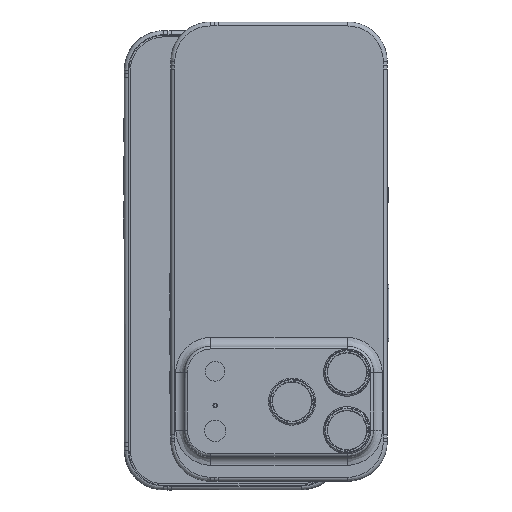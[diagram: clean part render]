
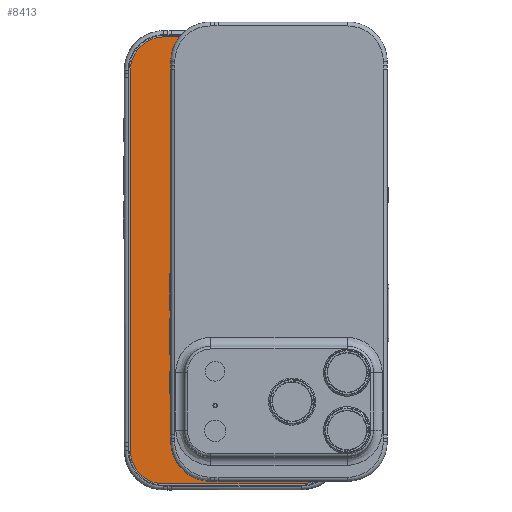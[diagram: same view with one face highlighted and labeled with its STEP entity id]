
A CAD part, front view. The second image highlights one B-rep face of the part: STEP entity #8413.
In plain terms, the highlighted free-form (B-spline) face has degree [1, 1] with [2, 2] control points.
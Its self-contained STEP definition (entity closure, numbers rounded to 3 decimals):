
#4801 = VERTEX_POINT('',#4802);
#4802 = CARTESIAN_POINT('',(-43.959,-0.056,
    81.992));
#4808 = EDGE_CURVE('',#4801,#4809,#4811,.T.);
#4809 = VERTEX_POINT('',#4810);
#4810 = CARTESIAN_POINT('',(-29.668,-0.056,
    96.283));
#4811 = ( BOUNDED_CURVE() B_SPLINE_CURVE(2,(#4812,#4813,#4814),
.UNSPECIFIED.,.F.,.F.) B_SPLINE_CURVE_WITH_KNOTS((3,3),(5.498,
7.069),.PIECEWISE_BEZIER_KNOTS.) CURVE() 
GEOMETRIC_REPRESENTATION_ITEM() RATIONAL_B_SPLINE_CURVE((1.,
0.707,1.)) REPRESENTATION_ITEM('') );
#4812 = CARTESIAN_POINT('',(-43.959,-0.056,
    81.992));
#4813 = CARTESIAN_POINT('',(-43.959,-0.056,
    96.283));
#4814 = CARTESIAN_POINT('',(-29.668,-0.056,
    96.283));
#5062 = EDGE_CURVE('',#4809,#5063,#5065,.T.);
#5063 = VERTEX_POINT('',#5064);
#5064 = CARTESIAN_POINT('',(29.668,-0.056,
    96.283));
#5065 = B_SPLINE_CURVE_WITH_KNOTS('',1,(#5066,#5067),.UNSPECIFIED.,.F.,
  .F.,(2,2),(-52.562,0.),
  .PIECEWISE_BEZIER_KNOTS.);
#5066 = CARTESIAN_POINT('',(-29.668,-0.056,
    96.283));
#5067 = CARTESIAN_POINT('',(29.668,-0.056,
    96.283));
#5088 = EDGE_CURVE('',#5063,#5089,#5091,.T.);
#5089 = VERTEX_POINT('',#5090);
#5090 = CARTESIAN_POINT('',(43.959,-0.056,
    81.992));
#5091 = ( BOUNDED_CURVE() B_SPLINE_CURVE(2,(#5092,#5093,#5094),
.UNSPECIFIED.,.F.,.F.) B_SPLINE_CURVE_WITH_KNOTS((3,3),(5.498,
7.069),.PIECEWISE_BEZIER_KNOTS.) CURVE() 
GEOMETRIC_REPRESENTATION_ITEM() RATIONAL_B_SPLINE_CURVE((1.,
0.707,1.)) REPRESENTATION_ITEM('') );
#5092 = CARTESIAN_POINT('',(29.668,-0.056,
    96.283));
#5093 = CARTESIAN_POINT('',(43.959,-0.056,
    96.283));
#5094 = CARTESIAN_POINT('',(43.959,-0.056,
    81.992));
#5283 = VERTEX_POINT('',#5284);
#5284 = CARTESIAN_POINT('',(8.097,-0.056,
    94.886));
#5290 = EDGE_CURVE('',#5283,#5291,#5293,.T.);
#5291 = VERTEX_POINT('',#5292);
#5292 = CARTESIAN_POINT('',(-9.967,-0.056,
    94.886));
#5293 = B_SPLINE_CURVE_WITH_KNOTS('',1,(#5294,#5295),.UNSPECIFIED.,.F.,
  .F.,(2,2),(-16.002,0.),.PIECEWISE_BEZIER_KNOTS.);
#5294 = CARTESIAN_POINT('',(8.097,-0.056,
    94.886));
#5295 = CARTESIAN_POINT('',(-9.967,-0.056,
    94.886));
#5315 = EDGE_CURVE('',#5291,#5316,#5318,.T.);
#5316 = VERTEX_POINT('',#5317);
#5317 = CARTESIAN_POINT('',(-9.967,-0.056,
    87.358));
#5318 = ( BOUNDED_CURVE() B_SPLINE_CURVE(2,(#5319,#5320,#5321,#5322,
#5323),.UNSPECIFIED.,.F.,.F.) B_SPLINE_CURVE_WITH_KNOTS((3,2,3),(
    4.712,6.283,7.854),
.PIECEWISE_BEZIER_KNOTS.) CURVE() GEOMETRIC_REPRESENTATION_ITEM() 
RATIONAL_B_SPLINE_CURVE((1.,0.707,1.,0.707,1.)) 
REPRESENTATION_ITEM('') );
#5319 = CARTESIAN_POINT('',(-9.967,-0.056,
    94.886));
#5320 = CARTESIAN_POINT('',(-13.731,-0.056,
    94.886));
#5321 = CARTESIAN_POINT('',(-13.731,-0.056,
    91.122));
#5322 = CARTESIAN_POINT('',(-13.731,-0.056,
    87.358));
#5323 = CARTESIAN_POINT('',(-9.967,-0.056,
    87.358));
#5352 = EDGE_CURVE('',#5316,#5353,#5355,.T.);
#5353 = VERTEX_POINT('',#5354);
#5354 = CARTESIAN_POINT('',(8.097,-0.056,
    87.358));
#5355 = B_SPLINE_CURVE_WITH_KNOTS('',1,(#5356,#5357),.UNSPECIFIED.,.F.,
  .F.,(2,2),(-16.002,0.),.PIECEWISE_BEZIER_KNOTS.);
#5356 = CARTESIAN_POINT('',(-9.967,-0.056,
    87.358));
#5357 = CARTESIAN_POINT('',(8.097,-0.056,
    87.358));
#5379 = EDGE_CURVE('',#5353,#5283,#5380,.T.);
#5380 = ( BOUNDED_CURVE() B_SPLINE_CURVE(2,(#5381,#5382,#5383,#5384,
#5385),.UNSPECIFIED.,.F.,.F.) B_SPLINE_CURVE_WITH_KNOTS((3,2,3),(
    4.712,6.283,7.854),
.PIECEWISE_BEZIER_KNOTS.) CURVE() GEOMETRIC_REPRESENTATION_ITEM() 
RATIONAL_B_SPLINE_CURVE((1.,0.707,1.,0.707,1.)) 
REPRESENTATION_ITEM('') );
#5381 = CARTESIAN_POINT('',(8.097,-0.056,
    87.358));
#5382 = CARTESIAN_POINT('',(11.861,-0.056,
    87.358));
#5383 = CARTESIAN_POINT('',(11.861,-0.056,
    91.122));
#5384 = CARTESIAN_POINT('',(11.861,-0.056,
    94.886));
#5385 = CARTESIAN_POINT('',(8.097,-0.056,
    94.886));
#7854 = VERTEX_POINT('',#7855);
#7855 = CARTESIAN_POINT('',(29.668,-0.056,
    -96.283));
#7872 = VERTEX_POINT('',#7873);
#7873 = CARTESIAN_POINT('',(43.959,-0.056,
    -81.992));
#7879 = EDGE_CURVE('',#7872,#7854,#7880,.T.);
#7880 = ( BOUNDED_CURVE() B_SPLINE_CURVE(2,(#7881,#7882,#7883),
.UNSPECIFIED.,.F.,.F.) B_SPLINE_CURVE_WITH_KNOTS((3,3),(5.498,
7.069),.PIECEWISE_BEZIER_KNOTS.) CURVE() 
GEOMETRIC_REPRESENTATION_ITEM() RATIONAL_B_SPLINE_CURVE((1.,
0.707,1.)) REPRESENTATION_ITEM('') );
#7881 = CARTESIAN_POINT('',(43.959,-0.056,
    -81.992));
#7882 = CARTESIAN_POINT('',(43.959,-0.056,
    -96.283));
#7883 = CARTESIAN_POINT('',(29.668,-0.056,
    -96.283));
#7898 = EDGE_CURVE('',#5089,#7872,#7899,.T.);
#7899 = B_SPLINE_CURVE_WITH_KNOTS('',1,(#7900,#7901),.UNSPECIFIED.,.F.,
  .F.,(2,2),(-145.26,0.),.PIECEWISE_BEZIER_KNOTS.);
#7900 = CARTESIAN_POINT('',(43.959,-0.056,
    81.992));
#7901 = CARTESIAN_POINT('',(43.959,-0.056,
    -81.992));
#7928 = EDGE_CURVE('',#7854,#7929,#7931,.T.);
#7929 = VERTEX_POINT('',#7930);
#7930 = CARTESIAN_POINT('',(-29.668,-0.056,
    -96.283));
#7931 = B_SPLINE_CURVE_WITH_KNOTS('',1,(#7932,#7933),.UNSPECIFIED.,.F.,
  .F.,(2,2),(-5.64,46.921),.PIECEWISE_BEZIER_KNOTS.);
#7932 = CARTESIAN_POINT('',(29.668,-0.056,
    -96.283));
#7933 = CARTESIAN_POINT('',(-29.668,-0.056,
    -96.283));
#8349 = EDGE_CURVE('',#7929,#8350,#8352,.T.);
#8350 = VERTEX_POINT('',#8351);
#8351 = CARTESIAN_POINT('',(-43.959,-0.056,
    -81.992));
#8352 = ( BOUNDED_CURVE() B_SPLINE_CURVE(2,(#8353,#8354,#8355),
.UNSPECIFIED.,.F.,.F.) B_SPLINE_CURVE_WITH_KNOTS((3,3),(5.498,
7.069),.PIECEWISE_BEZIER_KNOTS.) CURVE() 
GEOMETRIC_REPRESENTATION_ITEM() RATIONAL_B_SPLINE_CURVE((1.,
0.707,1.)) REPRESENTATION_ITEM('') );
#8353 = CARTESIAN_POINT('',(-29.668,-0.056,
    -96.283));
#8354 = CARTESIAN_POINT('',(-43.959,-0.056,
    -96.283));
#8355 = CARTESIAN_POINT('',(-43.959,-0.056,
    -81.992));
#8401 = EDGE_CURVE('',#8350,#4801,#8402,.T.);
#8402 = B_SPLINE_CURVE_WITH_KNOTS('',1,(#8403,#8404),.UNSPECIFIED.,.F.,
  .F.,(2,2),(-28.815,116.445),.PIECEWISE_BEZIER_KNOTS.);
#8403 = CARTESIAN_POINT('',(-43.959,-0.056,
    -81.992));
#8404 = CARTESIAN_POINT('',(-43.959,-0.056,
    81.992));
#8413 = ADVANCED_FACE('',(#8414,#8424),#8430,.T.);
#8414 = FACE_BOUND('',#8415,.T.);
#8415 = EDGE_LOOP('',(#8416,#8417,#8418,#8419,#8420,#8421,#8422,#8423));
#8416 = ORIENTED_EDGE('',*,*,#8401,.F.);
#8417 = ORIENTED_EDGE('',*,*,#8349,.F.);
#8418 = ORIENTED_EDGE('',*,*,#7928,.F.);
#8419 = ORIENTED_EDGE('',*,*,#7879,.F.);
#8420 = ORIENTED_EDGE('',*,*,#7898,.F.);
#8421 = ORIENTED_EDGE('',*,*,#5088,.F.);
#8422 = ORIENTED_EDGE('',*,*,#5062,.F.);
#8423 = ORIENTED_EDGE('',*,*,#4808,.F.);
#8424 = FACE_BOUND('',#8425,.T.);
#8425 = EDGE_LOOP('',(#8426,#8427,#8428,#8429));
#8426 = ORIENTED_EDGE('',*,*,#5379,.F.);
#8427 = ORIENTED_EDGE('',*,*,#5352,.F.);
#8428 = ORIENTED_EDGE('',*,*,#5315,.F.);
#8429 = ORIENTED_EDGE('',*,*,#5290,.F.);
#8430 = B_SPLINE_SURFACE_WITH_KNOTS('',1,1,(
    (#8431,#8432)
    ,(#8433,#8434
    )),.UNSPECIFIED.,.F.,.F.,.F.,(2,2),(2,2),(-38.94,
    38.94),(-85.289,85.289),
  .PIECEWISE_BEZIER_KNOTS.);
#8431 = CARTESIAN_POINT('',(-43.959,-0.056,
    -96.283));
#8432 = CARTESIAN_POINT('',(-43.959,-0.056,
    96.283));
#8433 = CARTESIAN_POINT('',(43.959,-0.056,
    -96.283));
#8434 = CARTESIAN_POINT('',(43.959,-0.056,
    96.283));
